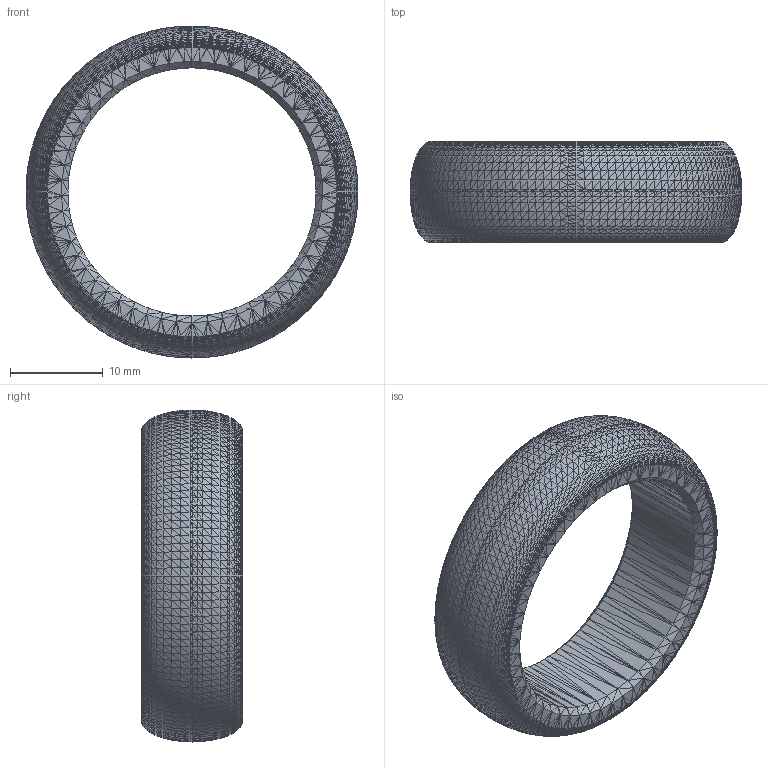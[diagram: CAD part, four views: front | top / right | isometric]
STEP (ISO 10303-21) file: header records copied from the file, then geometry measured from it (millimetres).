
FILE_DESCRIPTION(('FreeCAD Model'),'2;1');
FILE_NAME('Open CASCADE Shape Model','2025-04-27T19:18:36',('FreeCAD'),( 'FreeCAD'),'Open CASCADE STEP processor 7.6','FreeCAD','Unknown');
FILE_SCHEMA(('AUTOMOTIVE_DESIGN { 1 0 10303 214 1 1 1 1 }'));
Products named in the file (1): Open CASCADE STEP translator 7.6 1
Bounding box: 35.79 x 10.93 x 35.79 mm (x, y, z)
Volume: 4205.1 mm3; surface area: 2630 mm2
Topology: 1 solids, 1 shells, 9442 faces, 14163 edges, 4721 vertices
Faces by surface type: bspline 9442
Entity records: 169974 total; most frequent: CARTESIAN_POINT 70816, ORIENTED_EDGE 28326, EDGE_CURVE 14163, B_SPLINE_CURVE_WITH_KNOTS 14163, ADVANCED_FACE 9442, FACE_BOUND 9442, EDGE_LOOP 9442, B_SPLINE_SURFACE_WITH_KNOTS 9442
